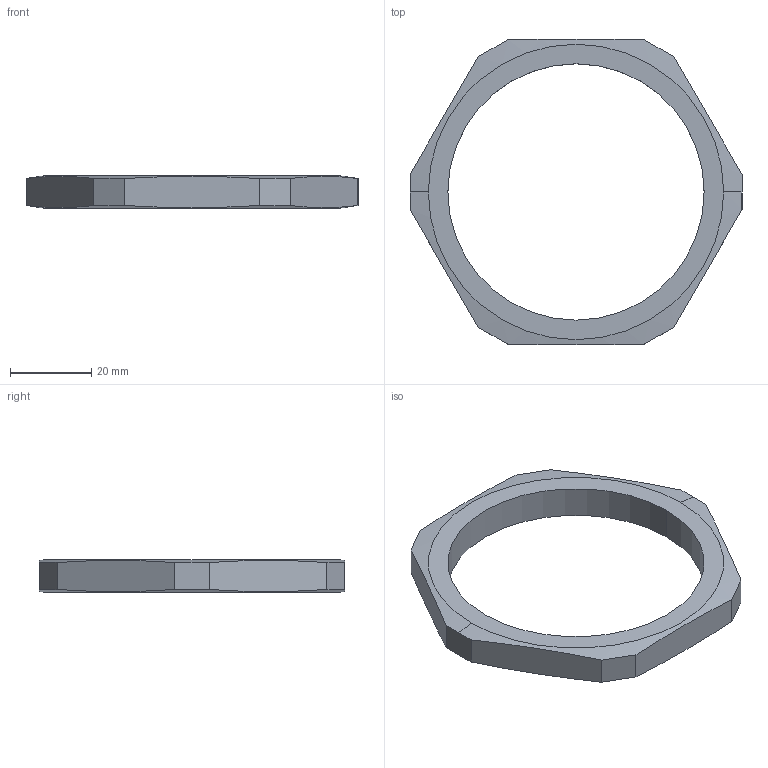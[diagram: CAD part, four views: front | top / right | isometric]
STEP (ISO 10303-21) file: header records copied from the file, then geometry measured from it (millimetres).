
FILE_DESCRIPTION (( 'STEP AP203' ), '1' );
FILE_NAME ('565252.step', '2022-03-30T19:24:24', ( '' ), ( '' ), 'SwSTEP 2.0', 'SolidWorks 2021', '' );
FILE_SCHEMA (( 'CONFIG_CONTROL_DESIGN' ));
Length unit declared in the file: inch
Products named in the file (1): 565252
Bounding box: 81.6 x 75 x 8 mm (x, y, z)
Volume: 13183.2 mm3; surface area: 6784.7 mm2
Topology: 1 solids, 1 shells, 20 faces, 54 edges, 36 vertices
Faces by surface type: plane 14, cone 4, cylinder 2
Entity records: 795 total; most frequent: CARTESIAN_POINT 253, ORIENTED_EDGE 108, DIRECTION 76, EDGE_CURVE 54, VERTEX_POINT 36, AXIS2_PLACEMENT_3D 29, B_SPLINE_CURVE_WITH_KNOTS 28, EDGE_LOOP 22
